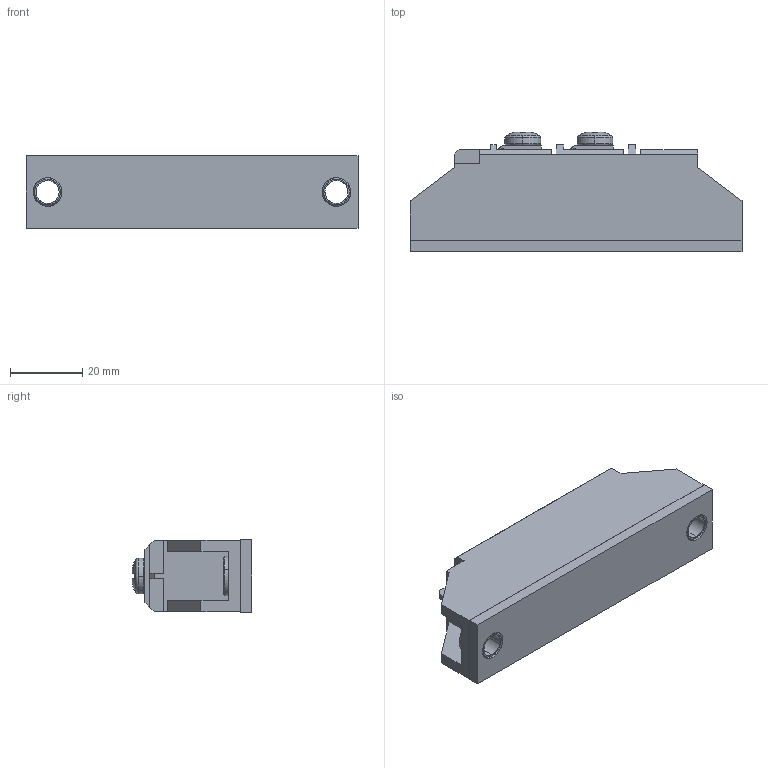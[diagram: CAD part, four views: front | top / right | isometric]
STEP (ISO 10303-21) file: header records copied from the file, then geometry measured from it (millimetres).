
FILE_DESCRIPTION (( 'STEP AP214' ), '1' );
FILE_NAME ('104305.STEP', '2011-07-23T17:30:39', ( 'LALo' ), ( 'Edi Foundation' ), 'SwSTEP 2.0', 'SolidWorks 2011', '' );
FILE_SCHEMA (( 'AUTOMOTIVE_DESIGN' ));
Length unit declared in the file: inch
Products named in the file (1): 104305
Bounding box: 91.95 x 33.15 x 19.99 mm (x, y, z)
Surface area: 23542.3 mm2 (no closed solid volume)
Topology: 0 solids, 398 shells, 412 faces, 2082 edges, 2068 vertices
Faces by surface type: plane 294, cylinder 79, cone 27, bspline 12
Entity records: 26998 total; most frequent: CARTESIAN_POINT 9041, DIRECTION 2738, ORIENTED_EDGE 2096, EDGE_CURVE 2082, VERTEX_POINT 2068, VECTOR 1440, LINE 1440, AXIS2_PLACEMENT_3D 649
